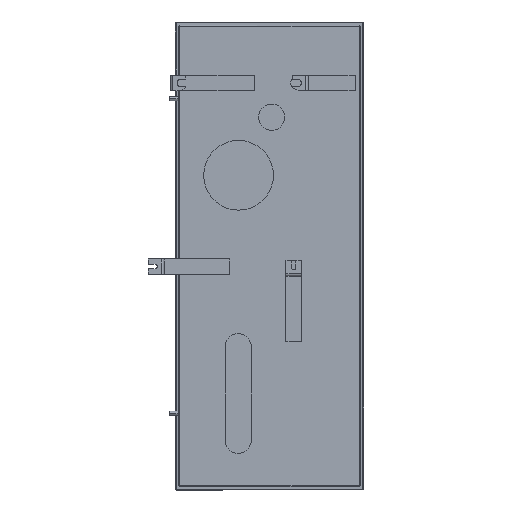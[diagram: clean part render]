
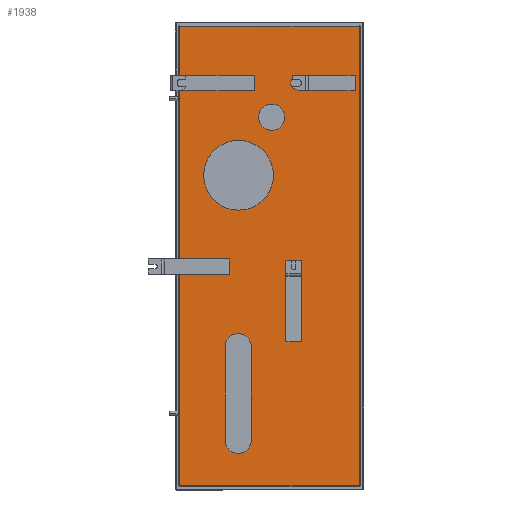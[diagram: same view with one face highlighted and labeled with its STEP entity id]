
A CAD part, top view. The second image highlights one B-rep face of the part: STEP entity #1938.
In plain terms, the highlighted planar face has unit normal (0, 0, 1).
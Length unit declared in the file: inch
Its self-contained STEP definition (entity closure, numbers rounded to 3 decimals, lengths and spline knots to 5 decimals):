
#70 = LINE ( 'NONE', #3496, #2019 ) ;
#178 = VERTEX_POINT ( 'NONE', #3943 ) ;
#196 = VERTEX_POINT ( 'NONE', #2930 ) ;
#214 = EDGE_CURVE ( 'NONE', #1725, #4567, #3554, .T. ) ;
#341 = EDGE_CURVE ( 'NONE', #7405, #6560, #2328, .T. ) ;
#406 = DIRECTION ( 'NONE',  ( 1., 0., 0. ) ) ;
#441 = DIRECTION ( 'NONE',  ( 0., 1., 0. ) ) ;
#462 = EDGE_CURVE ( 'NONE', #7921, #5620, #8709, .T. ) ;
#598 = CARTESIAN_POINT ( 'NONE',  ( -5.78145, -15.08094, 0.82708 ) ) ;
#602 = FACE_BOUND ( 'NONE', #1915, .T. ) ;
#698 = CARTESIAN_POINT ( 'NONE',  ( -12.86807, 25.32313, 0.82708 ) ) ;
#709 = ORIENTED_EDGE ( 'NONE', *, *, #5637, .F. ) ;
#723 = VERTEX_POINT ( 'NONE', #7079 ) ;
#790 = DIRECTION ( 'NONE',  ( 1., 0., 0. ) ) ;
#835 = DIRECTION ( 'NONE',  ( 0., 1., 0. ) ) ;
#901 = ORIENTED_EDGE ( 'NONE', *, *, #214, .F. ) ;
#964 = EDGE_CURVE ( 'NONE', #9585, #723, #2166, .T. ) ;
#1086 = CARTESIAN_POINT ( 'NONE',  ( -12.86807, -19.50076, 0.82708 ) ) ;
#1246 = CARTESIAN_POINT ( 'NONE',  ( -5.78145, 25.41119, 0.82708 ) ) ;
#1282 = CIRCLE ( 'NONE', #3481, 1.27953 ) ;
#1461 = VECTOR ( 'NONE', #9626, 39.37008 ) ;
#1583 = ORIENTED_EDGE ( 'NONE', *, *, #2931, .F. ) ;
#1586 = AXIS2_PLACEMENT_3D ( 'NONE', #3995, #9526, #4782 ) ;
#1659 = DIRECTION ( 'NONE',  ( 0., -1., 0. ) ) ;
#1717 = EDGE_CURVE ( 'NONE', #9903, #3708, #4868, .T. ) ;
#1725 = VERTEX_POINT ( 'NONE', #7942 ) ;
#1915 = EDGE_LOOP ( 'NONE', ( #5118, #7022 ) ) ;
#1924 = DIRECTION ( 'NONE',  ( 0., 0., 1. ) ) ;
#1938 = ADVANCED_FACE ( 'NONE', ( #6952, #7202, #3019, #4846, #2775, #602 ), #2030, .F. ) ;
#1999 = CARTESIAN_POINT ( 'NONE',  ( -0.59445, 19.78127, 0.82708 ) ) ;
#2019 = VECTOR ( 'NONE', #9000, 39.37008 ) ;
#2030 = PLANE ( 'NONE',  #8345 ) ;
#2062 = CARTESIAN_POINT ( 'NONE',  ( -12.86807, 25.41119, 0.82708 ) ) ;
#2166 = CIRCLE ( 'NONE', #4155, 3.40551 ) ;
#2207 = DIRECTION ( 'NONE',  ( 0., 0., 1. ) ) ;
#2273 = ORIENTED_EDGE ( 'NONE', *, *, #7351, .F. ) ;
#2282 = DIRECTION ( 'NONE',  ( 1., 0., 0. ) ) ;
#2287 = CIRCLE ( 'NONE', #2772, 0.65945 ) ;
#2323 = DIRECTION ( 'NONE',  ( 0., 0., 1. ) ) ;
#2328 = LINE ( 'NONE', #698, #1461 ) ;
#2354 = CARTESIAN_POINT ( 'NONE',  ( -1.6476, 1.78914, 0.82708 ) ) ;
#2370 = EDGE_CURVE ( 'NONE', #4460, #7405, #4700, .T. ) ;
#2772 = AXIS2_PLACEMENT_3D ( 'NONE', #6915, #2207, #7707 ) ;
#2775 = FACE_BOUND ( 'NONE', #7827, .T. ) ;
#2858 = DIRECTION ( 'NONE',  ( -1., 0., 0. ) ) ;
#2930 = CARTESIAN_POINT ( 'NONE',  ( -2.51374, 16.45449, 0.82708 ) ) ;
#2931 = EDGE_CURVE ( 'NONE', #9763, #9903, #4558, .T. ) ;
#3008 = AXIS2_PLACEMENT_3D ( 'NONE', #6624, #1924, #7416 ) ;
#3019 = FACE_BOUND ( 'NONE', #10292, .T. ) ;
#3185 = CIRCLE ( 'NONE', #4727, 1.27953 ) ;
#3265 = CARTESIAN_POINT ( 'NONE',  ( 4.76041, 25.32313, 0.82708 ) ) ;
#3435 = CARTESIAN_POINT ( 'NONE',  ( -3.6161, 10.7852, 0.82708 ) ) ;
#3481 = AXIS2_PLACEMENT_3D ( 'NONE', #9929, #5181, #406 ) ;
#3496 = CARTESIAN_POINT ( 'NONE',  ( 4.76041, 25.41119, 0.82708 ) ) ;
#3527 = CARTESIAN_POINT ( 'NONE',  ( -3.79327, 16.45449, 0.82708 ) ) ;
#3554 = CIRCLE ( 'NONE', #8072, 0.65945 ) ;
#3606 = EDGE_CURVE ( 'NONE', #178, #196, #3185, .T. ) ;
#3708 = VERTEX_POINT ( 'NONE', #5712 ) ;
#3841 = CARTESIAN_POINT ( 'NONE',  ( -12.78001, 25.32313, 0.82708 ) ) ;
#3943 = CARTESIAN_POINT ( 'NONE',  ( -5.07279, 16.45449, 0.82708 ) ) ;
#3983 = CARTESIAN_POINT ( 'NONE',  ( -3.79327, 16.45449, 0.82708 ) ) ;
#3995 = CARTESIAN_POINT ( 'NONE',  ( -7.06098, -5.94708, 0.82708 ) ) ;
#4155 = AXIS2_PLACEMENT_3D ( 'NONE', #7180, #7216, #7864 ) ;
#4298 = DIRECTION ( 'NONE',  ( 1., 0., 0. ) ) ;
#4321 = LINE ( 'NONE', #1086, #6186 ) ;
#4355 = ORIENTED_EDGE ( 'NONE', *, *, #1717, .F. ) ;
#4460 = VERTEX_POINT ( 'NONE', #8389 ) ;
#4484 = EDGE_CURVE ( 'NONE', #5305, #9763, #7735, .T. ) ;
#4558 = CIRCLE ( 'NONE', #1586, 1.27953 ) ;
#4567 = VERTEX_POINT ( 'NONE', #5275 ) ;
#4621 = DIRECTION ( 'NONE',  ( 0., 0., 1. ) ) ;
#4700 = LINE ( 'NONE', #10331, #8657 ) ;
#4727 = AXIS2_PLACEMENT_3D ( 'NONE', #3983, #9511, #4774 ) ;
#4755 = DIRECTION ( 'NONE',  ( 1., 0., 0. ) ) ;
#4774 = DIRECTION ( 'NONE',  ( 1., 0., 0. ) ) ;
#4782 = DIRECTION ( 'NONE',  ( 1., 0., 0. ) ) ;
#4846 = FACE_BOUND ( 'NONE', #9153, .T. ) ;
#4868 = LINE ( 'NONE', #6343, #8817 ) ;
#5023 = EDGE_CURVE ( 'NONE', #196, #178, #6492, .T. ) ;
#5065 = ORIENTED_EDGE ( 'NONE', *, *, #7153, .F. ) ;
#5118 = ORIENTED_EDGE ( 'NONE', *, *, #5023, .F. ) ;
#5181 = DIRECTION ( 'NONE',  ( 0., 0., 1. ) ) ;
#5201 = EDGE_LOOP ( 'NONE', ( #7542, #5631, #8417, #9541 ) ) ;
#5275 = CARTESIAN_POINT ( 'NONE',  ( -2.30704, 1.78914, 0.82708 ) ) ;
#5305 = VERTEX_POINT ( 'NONE', #598 ) ;
#5532 = DIRECTION ( 'NONE',  ( 0., 0., 1. ) ) ;
#5620 = VERTEX_POINT ( 'NONE', #9741 ) ;
#5631 = ORIENTED_EDGE ( 'NONE', *, *, #341, .F. ) ;
#5637 = EDGE_CURVE ( 'NONE', #723, #9585, #6889, .T. ) ;
#5675 = VERTEX_POINT ( 'NONE', #8249 ) ;
#5712 = CARTESIAN_POINT ( 'NONE',  ( -8.34051, -15.08094, 0.82708 ) ) ;
#5852 = ORIENTED_EDGE ( 'NONE', *, *, #462, .F. ) ;
#5897 = CARTESIAN_POINT ( 'NONE',  ( -8.34051, -5.94708, 0.82708 ) ) ;
#6186 = VECTOR ( 'NONE', #6633, 39.37008 ) ;
#6220 = AXIS2_PLACEMENT_3D ( 'NONE', #3527, #9033, #4298 ) ;
#6269 = AXIS2_PLACEMENT_3D ( 'NONE', #6323, #4621, #4755 ) ;
#6284 = ORIENTED_EDGE ( 'NONE', *, *, #964, .F. ) ;
#6307 = ORIENTED_EDGE ( 'NONE', *, *, #7286, .F. ) ;
#6323 = CARTESIAN_POINT ( 'NONE',  ( -1.25389, 19.78127, 0.82708 ) ) ;
#6343 = CARTESIAN_POINT ( 'NONE',  ( -8.34051, 25.41119, 0.82708 ) ) ;
#6492 = CIRCLE ( 'NONE', #6220, 1.27953 ) ;
#6560 = VERTEX_POINT ( 'NONE', #3265 ) ;
#6624 = CARTESIAN_POINT ( 'NONE',  ( -7.02161, 10.7852, 0.82708 ) ) ;
#6633 = DIRECTION ( 'NONE',  ( -1., 0., 0. ) ) ;
#6889 = CIRCLE ( 'NONE', #3008, 3.40551 ) ;
#6915 = CARTESIAN_POINT ( 'NONE',  ( -1.25389, 19.78127, 0.82708 ) ) ;
#6952 = FACE_OUTER_BOUND ( 'NONE', #5201, .T. ) ;
#7022 = ORIENTED_EDGE ( 'NONE', *, *, #3606, .F. ) ;
#7047 = AXIS2_PLACEMENT_3D ( 'NONE', #10284, #5532, #790 ) ;
#7079 = CARTESIAN_POINT ( 'NONE',  ( -10.42712, 10.7852, 0.82708 ) ) ;
#7153 = EDGE_CURVE ( 'NONE', #4567, #1725, #9955, .T. ) ;
#7180 = CARTESIAN_POINT ( 'NONE',  ( -7.02161, 10.7852, 0.82708 ) ) ;
#7202 = FACE_BOUND ( 'NONE', #9278, .T. ) ;
#7216 = DIRECTION ( 'NONE',  ( 0., 0., 1. ) ) ;
#7286 = EDGE_CURVE ( 'NONE', #3708, #5305, #1282, .T. ) ;
#7351 = EDGE_CURVE ( 'NONE', #5620, #7921, #2287, .T. ) ;
#7405 = VERTEX_POINT ( 'NONE', #3841 ) ;
#7416 = DIRECTION ( 'NONE',  ( 1., 0., 0. ) ) ;
#7542 = ORIENTED_EDGE ( 'NONE', *, *, #7810, .F. ) ;
#7562 = DIRECTION ( 'NONE',  ( 0., 0., -1. ) ) ;
#7707 = DIRECTION ( 'NONE',  ( 1., 0., 0. ) ) ;
#7735 = LINE ( 'NONE', #1246, #9604 ) ;
#7755 = EDGE_CURVE ( 'NONE', #5675, #4460, #4321, .T. ) ;
#7810 = EDGE_CURVE ( 'NONE', #6560, #5675, #70, .T. ) ;
#7827 = EDGE_LOOP ( 'NONE', ( #6284, #709 ) ) ;
#7864 = DIRECTION ( 'NONE',  ( 1., 0., 0. ) ) ;
#7921 = VERTEX_POINT ( 'NONE', #1999 ) ;
#7942 = CARTESIAN_POINT ( 'NONE',  ( -0.98815, 1.78914, 0.82708 ) ) ;
#8015 = CARTESIAN_POINT ( 'NONE',  ( -5.78145, -5.94708, 0.82708 ) ) ;
#8072 = AXIS2_PLACEMENT_3D ( 'NONE', #2354, #2323, #2282 ) ;
#8249 = CARTESIAN_POINT ( 'NONE',  ( 4.76041, -19.50076, 0.82708 ) ) ;
#8345 = AXIS2_PLACEMENT_3D ( 'NONE', #2062, #7562, #2858 ) ;
#8389 = CARTESIAN_POINT ( 'NONE',  ( -12.78001, -19.50076, 0.82708 ) ) ;
#8417 = ORIENTED_EDGE ( 'NONE', *, *, #2370, .F. ) ;
#8657 = VECTOR ( 'NONE', #835, 39.37008 ) ;
#8709 = CIRCLE ( 'NONE', #6269, 0.65945 ) ;
#8817 = VECTOR ( 'NONE', #1659, 39.37008 ) ;
#9000 = DIRECTION ( 'NONE',  ( 0., -1., 0. ) ) ;
#9033 = DIRECTION ( 'NONE',  ( 0., 0., 1. ) ) ;
#9120 = ORIENTED_EDGE ( 'NONE', *, *, #4484, .F. ) ;
#9153 = EDGE_LOOP ( 'NONE', ( #5852, #2273 ) ) ;
#9278 = EDGE_LOOP ( 'NONE', ( #1583, #9120, #6307, #4355 ) ) ;
#9511 = DIRECTION ( 'NONE',  ( 0., 0., 1. ) ) ;
#9526 = DIRECTION ( 'NONE',  ( 0., 0., 1. ) ) ;
#9541 = ORIENTED_EDGE ( 'NONE', *, *, #7755, .F. ) ;
#9585 = VERTEX_POINT ( 'NONE', #3435 ) ;
#9604 = VECTOR ( 'NONE', #441, 39.37008 ) ;
#9626 = DIRECTION ( 'NONE',  ( 1., 0., 0. ) ) ;
#9741 = CARTESIAN_POINT ( 'NONE',  ( -1.91334, 19.78127, 0.82708 ) ) ;
#9763 = VERTEX_POINT ( 'NONE', #8015 ) ;
#9903 = VERTEX_POINT ( 'NONE', #5897 ) ;
#9929 = CARTESIAN_POINT ( 'NONE',  ( -7.06098, -15.08094, 0.82708 ) ) ;
#9955 = CIRCLE ( 'NONE', #7047, 0.65945 ) ;
#10284 = CARTESIAN_POINT ( 'NONE',  ( -1.6476, 1.78914, 0.82708 ) ) ;
#10292 = EDGE_LOOP ( 'NONE', ( #901, #5065 ) ) ;
#10331 = CARTESIAN_POINT ( 'NONE',  ( -12.78001, 25.41119, 0.82708 ) ) ;
